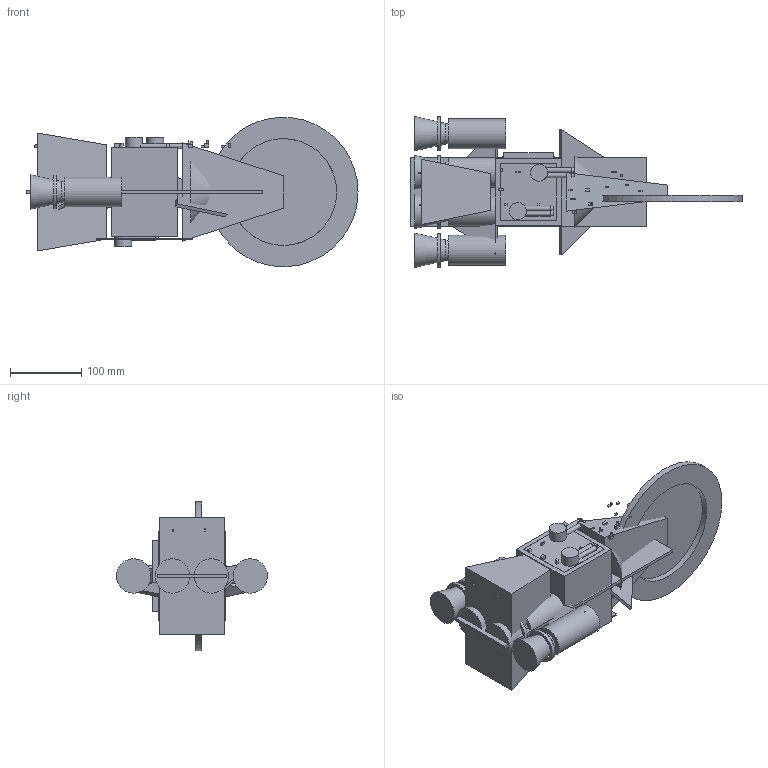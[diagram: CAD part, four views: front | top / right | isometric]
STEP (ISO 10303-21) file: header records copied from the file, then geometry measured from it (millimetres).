
FILE_DESCRIPTION(('FreeCAD Model'),'2;1');
FILE_NAME('Open CASCADE Shape Model','2025-11-26T16:25:55',('Author'),( ''),'Open CASCADE STEP processor 7.8','FreeCAD','Unknown');
FILE_SCHEMA(('AUTOMOTIVE_DESIGN { 1 0 10303 214 1 1 1 1 }'));
Length unit declared in the file: millimetre
Products named in the file (56): Ship_Hull; Bus; Fin_Left; Fin_Right; TurretMount_1; TurretBase_1; TurretBase_2; HyperRing; Cannon_1_1; Cannon_1_2; TurretBase_3; Cannon_2_2; TurretMount_2; Cannon_2_1; TurretMount_3; Cannon_3_1; MainEngine_1; EngineGlow_2; EngineGlow_1; Cannon_3_2; MainEngine_2; MainEngine_3; Greeble_0; MainEngine_4; EngineGlow_3; EngineGlow_4; GreebleCyl_3; Greeble_5; Greeble_2; Greeble_1; Greeble_4; GreebleCyl_6; Greeble_9; Greeble_7; Greeble_8; Greeble_11; GreebleCyl_10; Greeble_15; Greeble_13; Greeble_14 ...
Bounding box: 466.5 x 212.09 x 209.73 mm (x, y, z)
Volume: 5129273.9 mm3; surface area: 676743 mm2
Topology: 77 solids, 77 shells, 345 faces, 570 edges, 380 vertices
Faces by surface type: bspline 329, plane 16
Entity records: 23559 total; most frequent: CARTESIAN_POINT 13955, B_SPLINE_CURVE_WITH_KNOTS 1497, ORIENTED_EDGE 1140, PCURVE 1140, DEFINITIONAL_REPRESENTATION 1140, EDGE_CURVE 570, SURFACE_CURVE 524, VERTEX_POINT 380
